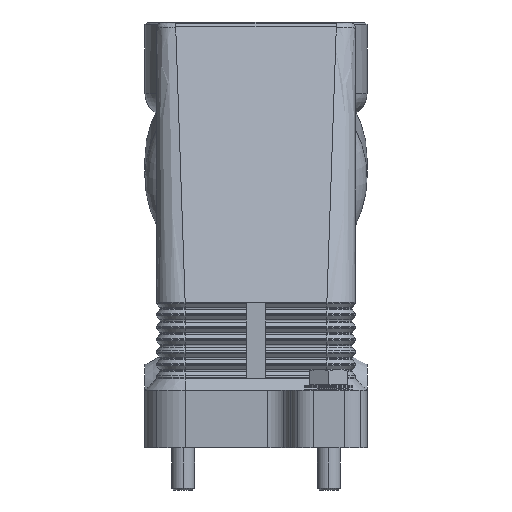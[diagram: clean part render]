
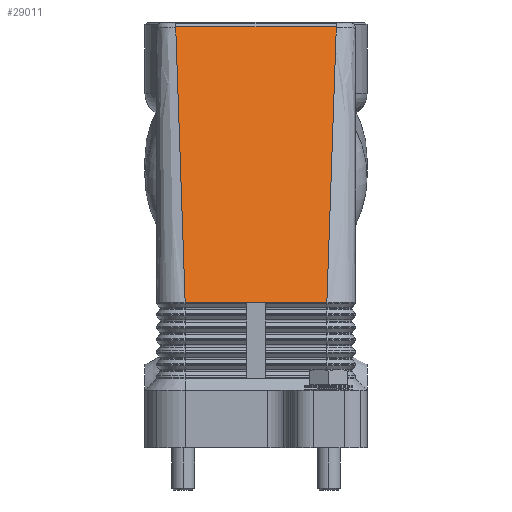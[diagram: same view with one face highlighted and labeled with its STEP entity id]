
A CAD part, left-side view. The second image highlights one B-rep face of the part: STEP entity #29011.
In plain terms, the highlighted planar face has unit normal (-0.965, 0, 0.264).
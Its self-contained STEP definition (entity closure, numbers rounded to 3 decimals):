
#5680=CARTESIAN_POINT('',(-41.302,20.962,109.896));
#5681=VERTEX_POINT('',#5680);
#5689=CARTESIAN_POINT('',(-41.302,-20.962,109.896));
#5690=VERTEX_POINT('',#5689);
#5691=CARTESIAN_POINT('',(-41.302,20.962,109.896));
#5692=DIRECTION('',(0.0,-1.0,0.0));
#5693=VECTOR('',#5692,41.924);
#5694=LINE('',#5691,#5693);
#5695=EDGE_CURVE('',#5681,#5690,#5694,.T.);
#18677=CARTESIAN_POINT('',(-61.0,-2.5,38.));
#18678=VERTEX_POINT('',#18677);
#18696=CARTESIAN_POINT('',(-61.0,-18.5,38.));
#18697=VERTEX_POINT('',#18696);
#18705=CARTESIAN_POINT('',(-61.0,-18.5,38.));
#18706=DIRECTION('',(0.0,1.0,0.0));
#18707=VECTOR('',#18706,16.);
#18708=LINE('',#18705,#18707);
#18709=EDGE_CURVE('',#18697,#18678,#18708,.T.);
#20405=CARTESIAN_POINT('',(-61.0,2.5,38.));
#20406=VERTEX_POINT('',#20405);
#20407=CARTESIAN_POINT('',(-61.0,-2.5,38.));
#20408=DIRECTION('',(0.0,1.0,0.0));
#20409=VECTOR('',#20408,5.0);
#20410=LINE('',#20407,#20409);
#20411=EDGE_CURVE('',#18678,#20406,#20410,.T.);
#22771=CARTESIAN_POINT('',(-61.0,18.5,38.));
#22772=VERTEX_POINT('',#22771);
#22773=CARTESIAN_POINT('',(-61.0,2.5,38.));
#22774=DIRECTION('',(0.0,1.0,0.0));
#22775=VECTOR('',#22774,16.);
#22776=LINE('',#22773,#22775);
#22777=EDGE_CURVE('',#20406,#22772,#22776,.T.);
#24971=CARTESIAN_POINT('',(-42.806,-20.774,104.407));
#24972=VERTEX_POINT('',#24971);
#24973=CARTESIAN_POINT('',(-41.302,-20.962,109.896));
#24974=CARTESIAN_POINT('',(-41.804,-20.9,108.066));
#24975=CARTESIAN_POINT('',(-42.305,-20.837,106.236));
#24976=CARTESIAN_POINT('',(-42.806,-20.774,104.407));
#24977=B_SPLINE_CURVE_WITH_KNOTS('',3,(#24973,#24974,#24975,#24976),.UNSPECIFIED.,.F.,.U.,(4,4),(0.015,0.09),.UNSPECIFIED.);
#24978=EDGE_CURVE('',#5690,#24972,#24977,.T.);
#24980=CARTESIAN_POINT('',(-42.806,-20.774,104.407));
#24981=CARTESIAN_POINT('',(-48.871,-20.016,82.271));
#24982=CARTESIAN_POINT('',(-54.935,-19.258,60.136));
#24983=CARTESIAN_POINT('',(-61.0,-18.5,38.0));
#24984=B_SPLINE_CURVE_WITH_KNOTS('',3,(#24980,#24981,#24982,#24983),.UNSPECIFIED.,.F.,.U.,(4,4),(0.09,1.0),.UNSPECIFIED.);
#24985=EDGE_CURVE('',#24972,#18697,#24984,.T.);
#26605=CARTESIAN_POINT('',(-42.806,20.774,104.407));
#26606=VERTEX_POINT('',#26605);
#26607=CARTESIAN_POINT('',(-41.302,20.962,109.896));
#26608=CARTESIAN_POINT('',(-41.804,20.9,108.066));
#26609=CARTESIAN_POINT('',(-42.305,20.837,106.236));
#26610=CARTESIAN_POINT('',(-42.806,20.774,104.407));
#26611=B_SPLINE_CURVE_WITH_KNOTS('',3,(#26607,#26608,#26609,#26610),.UNSPECIFIED.,.F.,.U.,(4,4),(0.015,0.09),.UNSPECIFIED.);
#26612=EDGE_CURVE('',#5681,#26606,#26611,.T.);
#26638=CARTESIAN_POINT('',(-42.806,20.774,104.407));
#26639=CARTESIAN_POINT('',(-48.871,20.016,82.271));
#26640=CARTESIAN_POINT('',(-54.935,19.258,60.136));
#26641=CARTESIAN_POINT('',(-61.0,18.5,38.0));
#26642=B_SPLINE_CURVE_WITH_KNOTS('',3,(#26638,#26639,#26640,#26641),.UNSPECIFIED.,.F.,.U.,(4,4),(0.09,1.0),.UNSPECIFIED.);
#26643=EDGE_CURVE('',#26606,#22772,#26642,.T.);
#28996=CARTESIAN_POINT('',(-41.0,21.,111.));
#28997=DIRECTION('',(0.964,0.0,-0.264));
#28998=DIRECTION('',(-0.264,0.0,-0.964));
#28999=AXIS2_PLACEMENT_3D('',#28996,#28997,#28998);
#29000=PLANE('',#28999);
#29001=ORIENTED_EDGE('',*,*,#5695,.F.);
#29002=ORIENTED_EDGE('',*,*,#26612,.T.);
#29003=ORIENTED_EDGE('',*,*,#26643,.T.);
#29004=ORIENTED_EDGE('',*,*,#22777,.F.);
#29005=ORIENTED_EDGE('',*,*,#20411,.F.);
#29006=ORIENTED_EDGE('',*,*,#18709,.F.);
#29007=ORIENTED_EDGE('',*,*,#24985,.F.);
#29008=ORIENTED_EDGE('',*,*,#24978,.F.);
#29009=EDGE_LOOP('',(#29001,#29002,#29003,#29004,#29005,#29006,#29007,#29008));
#29010=FACE_OUTER_BOUND('',#29009,.T.);
#29011=ADVANCED_FACE('',(#29010),#29000,.F.);
